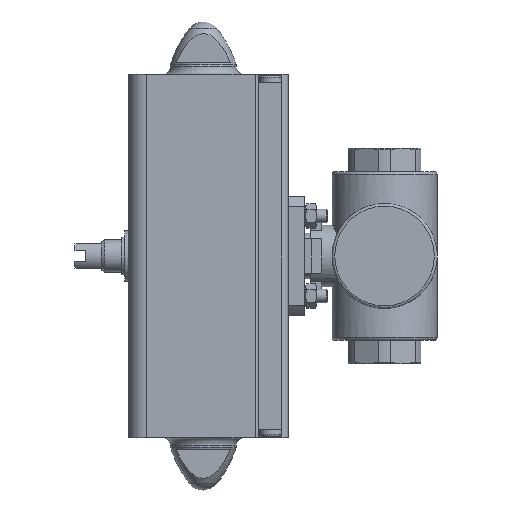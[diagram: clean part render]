
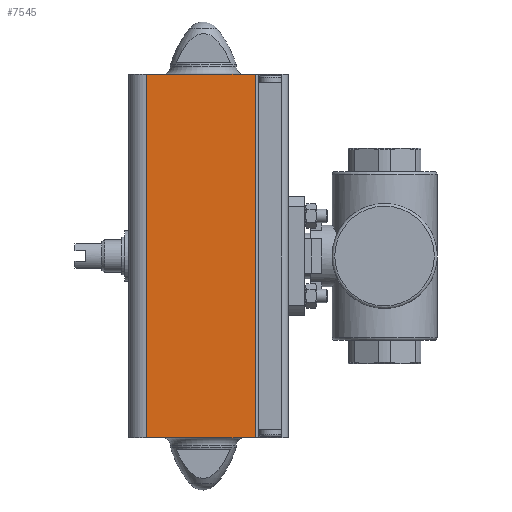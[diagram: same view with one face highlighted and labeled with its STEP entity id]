
A CAD part, left-side view. The second image highlights one B-rep face of the part: STEP entity #7545.
In plain terms, the highlighted planar face has unit normal (-1, 0, 0).
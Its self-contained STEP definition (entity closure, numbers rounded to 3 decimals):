
#1844=ORIENTED_EDGE('',*,*,#3431,.T.);
#1845=ORIENTED_EDGE('',*,*,#3432,.F.);
#1846=ORIENTED_EDGE('',*,*,#3433,.F.);
#1847=ORIENTED_EDGE('',*,*,#3434,.T.);
#3431=EDGE_CURVE('',#4306,#4307,#4970,.T.);
#3432=EDGE_CURVE('',#4308,#4307,#4971,.T.);
#3433=EDGE_CURVE('',#4309,#4308,#4972,.T.);
#3434=EDGE_CURVE('',#4309,#4306,#4973,.T.);
#4306=VERTEX_POINT('',#12423);
#4307=VERTEX_POINT('',#12424);
#4308=VERTEX_POINT('',#12426);
#4309=VERTEX_POINT('',#12428);
#4970=LINE('',#12422,#5580);
#4971=LINE('',#12425,#5581);
#4972=LINE('',#12427,#5582);
#4973=LINE('',#12429,#5583);
#5580=VECTOR('',#9847,1000.);
#5581=VECTOR('',#9848,1000.);
#5582=VECTOR('',#9849,1000.);
#5583=VECTOR('',#9850,1000.);
#6102=EDGE_LOOP('',(#1844,#1845,#1846,#1847));
#6721=FACE_BOUND('',#6102,.T.);
#7207=PLANE('',#8281);
#7545=ADVANCED_FACE('',(#6721),#7207,.F.);
#8281=AXIS2_PLACEMENT_3D('',#12421,#9845,#9846);
#9845=DIRECTION('',(1.,0.,0.));
#9846=DIRECTION('',(0.,0.,-1.));
#9847=DIRECTION('',(0.,-1.,0.));
#9848=DIRECTION('',(0.,0.,-1.));
#9849=DIRECTION('',(0.,-1.,0.));
#9850=DIRECTION('',(0.,0.,-1.));
#12421=CARTESIAN_POINT('',(-27.7,21.2,67.5));
#12422=CARTESIAN_POINT('',(-27.7,21.2,-67.5));
#12423=CARTESIAN_POINT('',(-27.7,21.2,-67.5));
#12424=CARTESIAN_POINT('',(-27.7,-19.3,-67.5));
#12425=CARTESIAN_POINT('',(-27.7,-19.3,67.5));
#12426=CARTESIAN_POINT('',(-27.7,-19.3,67.5));
#12427=CARTESIAN_POINT('',(-27.7,21.2,67.5));
#12428=CARTESIAN_POINT('',(-27.7,21.2,67.5));
#12429=CARTESIAN_POINT('',(-27.7,21.2,67.5));
